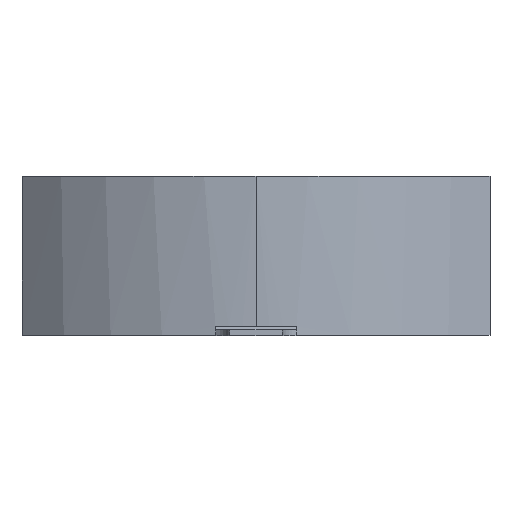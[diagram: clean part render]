
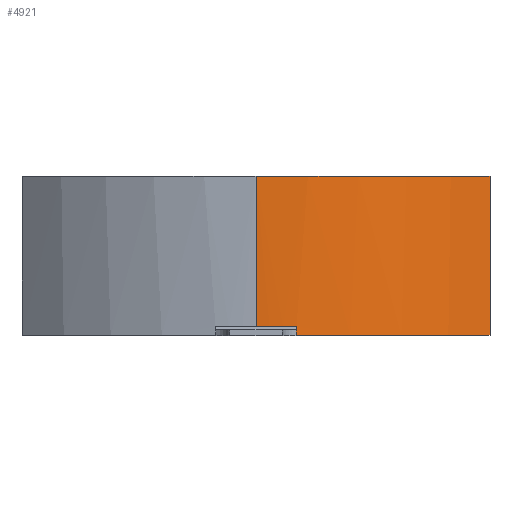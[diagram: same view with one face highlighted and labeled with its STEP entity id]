
A CAD part, left-side view. The second image highlights one B-rep face of the part: STEP entity #4921.
In plain terms, the highlighted cylindrical face has radius 11.15 mm (diameter 22.3 mm), a partial arc.
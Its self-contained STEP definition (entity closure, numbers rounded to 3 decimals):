
#293 = ORIENTED_EDGE ( 'NONE', *, *, #1569, .F. ) ;
#1156 = CARTESIAN_POINT ( 'NONE',  ( -9.368, -7.95, 0. ) ) ;
#1242 = VERTEX_POINT ( 'NONE', #10786 ) ;
#1569 = EDGE_CURVE ( 'NONE', #2881, #11062, #21171, .T. ) ;
#1630 = CARTESIAN_POINT ( 'NONE',  ( -12.7, 0., 5.4 ) ) ;
#2525 = CARTESIAN_POINT ( 'NONE',  ( -9.368, -7.95, 5.4 ) ) ;
#2881 = VERTEX_POINT ( 'NONE', #14953 ) ;
#3666 = AXIS2_PLACEMENT_3D ( 'NONE', #22581, #4637, #13800 ) ;
#4413 = CARTESIAN_POINT ( 'NONE',  ( -1.55, 0., 0.3 ) ) ;
#4637 = DIRECTION ( 'NONE',  ( 0., 0., 1. ) ) ;
#4868 = LINE ( 'NONE', #1630, #7973 ) ;
#4921 = ADVANCED_FACE ( 'NONE', ( #15412 ), #11865, .T. ) ;
#6273 = ORIENTED_EDGE ( 'NONE', *, *, #12877, .T. ) ;
#7375 = DIRECTION ( 'NONE',  ( 0., 0., 1. ) ) ;
#7973 = VECTOR ( 'NONE', #18857, 1000. ) ;
#8368 = CIRCLE ( 'NONE', #10972, 11.15 ) ;
#8466 = ORIENTED_EDGE ( 'NONE', *, *, #21260, .T. ) ;
#8663 = EDGE_LOOP ( 'NONE', ( #11685, #19927, #293, #6273, #8466, #12913 ) ) ;
#10201 = VERTEX_POINT ( 'NONE', #13485 ) ;
#10786 = CARTESIAN_POINT ( 'NONE',  ( -12.7, 0., 5.4 ) ) ;
#10961 = VERTEX_POINT ( 'NONE', #21059 ) ;
#10972 = AXIS2_PLACEMENT_3D ( 'NONE', #19852, #7375, #21346 ) ;
#11062 = VERTEX_POINT ( 'NONE', #18211 ) ;
#11685 = ORIENTED_EDGE ( 'NONE', *, *, #13465, .F. ) ;
#11865 = CYLINDRICAL_SURFACE ( 'NONE', #15919, 11.15 ) ;
#12039 = EDGE_CURVE ( 'NONE', #10961, #13571, #14472, .T. ) ;
#12877 = EDGE_CURVE ( 'NONE', #2881, #10201, #18697, .T. ) ;
#12913 = ORIENTED_EDGE ( 'NONE', *, *, #12039, .F. ) ;
#13465 = EDGE_CURVE ( 'NONE', #1242, #10961, #8368, .T. ) ;
#13485 = CARTESIAN_POINT ( 'NONE',  ( -12.615, -1.375, 0. ) ) ;
#13571 = VERTEX_POINT ( 'NONE', #1156 ) ;
#13595 = DIRECTION ( 'NONE',  ( 0., 0., -1. ) ) ;
#13800 = DIRECTION ( 'NONE',  ( 1., 0., 0. ) ) ;
#14472 = LINE ( 'NONE', #2525, #21080 ) ;
#14953 = CARTESIAN_POINT ( 'NONE',  ( -12.615, -1.375, 0.3 ) ) ;
#15252 = CARTESIAN_POINT ( 'NONE',  ( -12.615, -1.375, 5.4 ) ) ;
#15412 = FACE_OUTER_BOUND ( 'NONE', #8663, .T. ) ;
#15919 = AXIS2_PLACEMENT_3D ( 'NONE', #22588, #13595, #20545 ) ;
#16136 = CIRCLE ( 'NONE', #3666, 11.15 ) ;
#17135 = VECTOR ( 'NONE', #22211, 1000. ) ;
#17796 = EDGE_CURVE ( 'NONE', #1242, #11062, #4868, .T. ) ;
#18188 = DIRECTION ( 'NONE',  ( -1., 0., 0. ) ) ;
#18211 = CARTESIAN_POINT ( 'NONE',  ( -12.7, 0., 0.3 ) ) ;
#18634 = DIRECTION ( 'NONE',  ( 0., 0., -1. ) ) ;
#18697 = LINE ( 'NONE', #15252, #17135 ) ;
#18857 = DIRECTION ( 'NONE',  ( 0., 0., -1. ) ) ;
#19343 = AXIS2_PLACEMENT_3D ( 'NONE', #4413, #18634, #18188 ) ;
#19820 = DIRECTION ( 'NONE',  ( 0., 0., -1. ) ) ;
#19852 = CARTESIAN_POINT ( 'NONE',  ( -1.55, 0., 5.4 ) ) ;
#19927 = ORIENTED_EDGE ( 'NONE', *, *, #17796, .T. ) ;
#20545 = DIRECTION ( 'NONE',  ( -1., 0., 0. ) ) ;
#21059 = CARTESIAN_POINT ( 'NONE',  ( -9.368, -7.95, 5.4 ) ) ;
#21080 = VECTOR ( 'NONE', #19820, 1000. ) ;
#21171 = CIRCLE ( 'NONE', #19343, 11.15 ) ;
#21260 = EDGE_CURVE ( 'NONE', #10201, #13571, #16136, .T. ) ;
#21346 = DIRECTION ( 'NONE',  ( 1., 0., 0. ) ) ;
#22211 = DIRECTION ( 'NONE',  ( 0., 0., -1. ) ) ;
#22581 = CARTESIAN_POINT ( 'NONE',  ( -1.55, 0., 0. ) ) ;
#22588 = CARTESIAN_POINT ( 'NONE',  ( -1.55, 0., 5.4 ) ) ;
